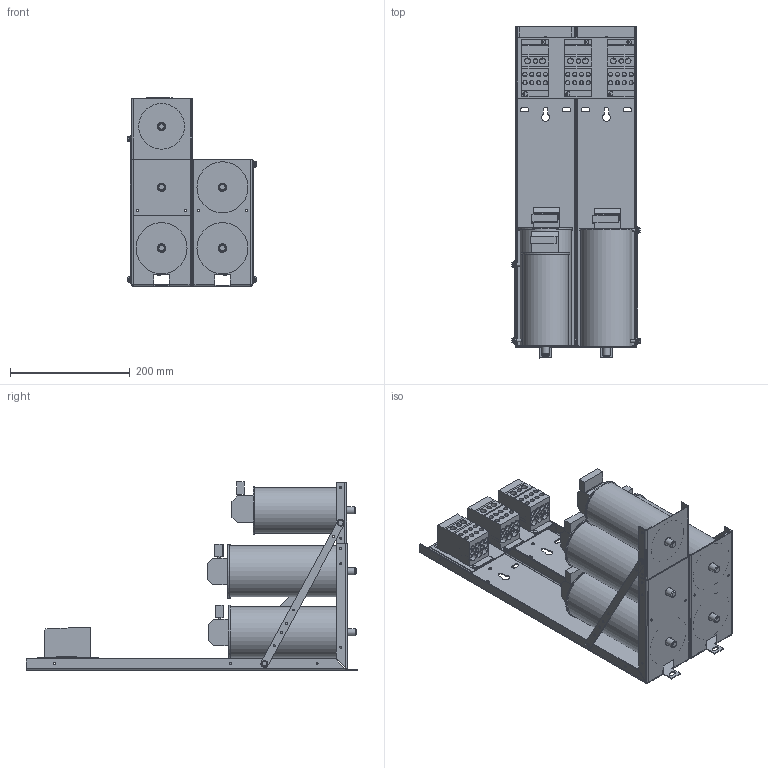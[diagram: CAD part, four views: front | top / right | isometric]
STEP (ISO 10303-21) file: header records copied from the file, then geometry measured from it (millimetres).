
FILE_DESCRIPTION(/* description */ (''),/* implementation_level */ '2;1');
FILE_NAME(/* name */ 'KPCUL043A64.stp',/* time_stamp */ '2020-03-10T15:42:33-05:00',/* author */ ('jnelson'),/* organization */ (''),/* preprocessor_version */ 'ST-DEVELOPER v17',/* originating_system */ 'Autodesk Inventor 2019',/* authorisation */ '');
FILE_SCHEMA (('AUTOMOTIVE_DESIGN { 1 0 10303 214 3 1 1 }'));
Length unit declared in the file: inch
Products named in the file (18): KPCUL043A64; MASTER 480V ASSEMBLY 5 CAPS HOLE TRAY ALTECH 38019 x 3 (27930); 27945; 23837; 27943; 2555; 27930; 27791-A; 25441; 31157; 27607; 10KVAR; ASC TERM BLOCK; bleeder resistor; 27605; 3 KVAR; ASC TERM BLOCK_1; bleeder resistor_1
Assembly tree (29 placements, depth 3):
  KPCUL043A64
    MASTER 480V ASSEMBLY 5 CAPS HOLE TRAY ALTECH 38019 x 3 (27930)
      27943  x2
      27791-A  x2
      2555  x3
      25441  x4
      27945
      23837
      27930  x3
      31157
    27607  x4
      10KVAR
      ASC TERM BLOCK
      bleeder resistor
    27605
      3 KVAR
      ASC TERM BLOCK_1
      bleeder resistor_1
Bounding box: 213.74 x 553.72 x 314.45 mm (x, y, z)
Volume: 6206373.8 mm3; surface area: 1050455.2 mm2
Topology: 40 solids, 40 shells, 1732 faces, 4688 edges, 3077 vertices
Faces by surface type: plane 1104, cylinder 370, bspline 228, cone 17, torus 13
Full cylindrical faces by diameter (mm): 2.54 x15, 2.946 x6, 3.251 x30, 3.556 x22, 3.683 x3, 4.597 x4, 4.699 x30, 4.801 x8, 4.826 x6, 6.35 x10, 6.604 x6, 7.087 x12, 7.096 x6, 7.108 x6, 7.42 x3, 8.382 x6, 9.761 x3, 9.781 x3, 9.906 x6, 11.989 x5, 12.7 x3, 14.224 x6, 23.691 x3, 76.2 x2, 80.264 x1, 85.09 x8, 89.154 x4
Entity records: 21344 total; most frequent: CARTESIAN_POINT 5012, ORIENTED_EDGE 3288, DIRECTION 3055, EDGE_CURVE 1644, VERTEX_POINT 1075, LINE 1055, VECTOR 1055, AXIS2_PLACEMENT_3D 1000
